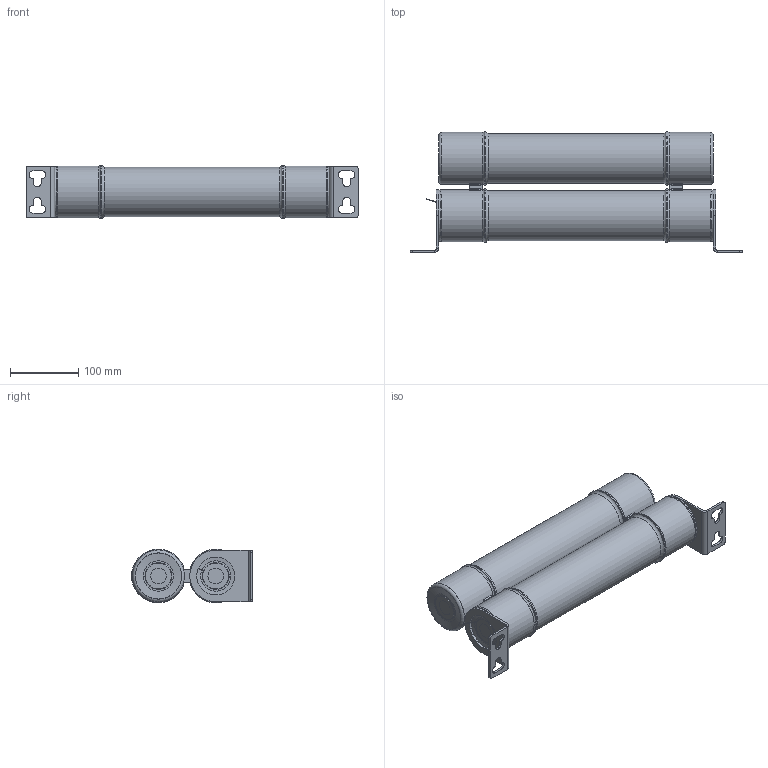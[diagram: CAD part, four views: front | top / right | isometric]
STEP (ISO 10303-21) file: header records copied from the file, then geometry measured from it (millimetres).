
FILE_DESCRIPTION (( 'STEP AP203' ), '1' );
FILE_NAME ('242129.STEP', '2021-09-17T12:30:43', ( '' ), ( '' ), 'SwSTEP 2.0', 'SolidWorks 2017', '' );
FILE_SCHEMA (( 'CONFIG_CONTROL_DESIGN' ));
Length unit declared in the file: inch
Products named in the file (1): 242129
Bounding box: 487.36 x 177.36 x 78.78 mm (x, y, z)
Surface area: 376653.2 mm2 (no closed solid volume)
Topology: 0 solids, 143 shells, 414 faces, 1354 edges, 1076 vertices
Faces by surface type: plane 197, cylinder 136, torus 58, sphere 12, bspline 6, cone 5
Full cylindrical faces by diameter (mm): 38.1 x4, 55.563 x2, 72.898 x2, 73 x1, 76.149 x4, 78.74 x4
Entity records: 14642 total; most frequent: CARTESIAN_POINT 3123, DIRECTION 2506, ORIENTED_EDGE 1659, EDGE_CURVE 1274, VERTEX_POINT 1066, AXIS2_PLACEMENT_3D 855, VECTOR 796, LINE 796
